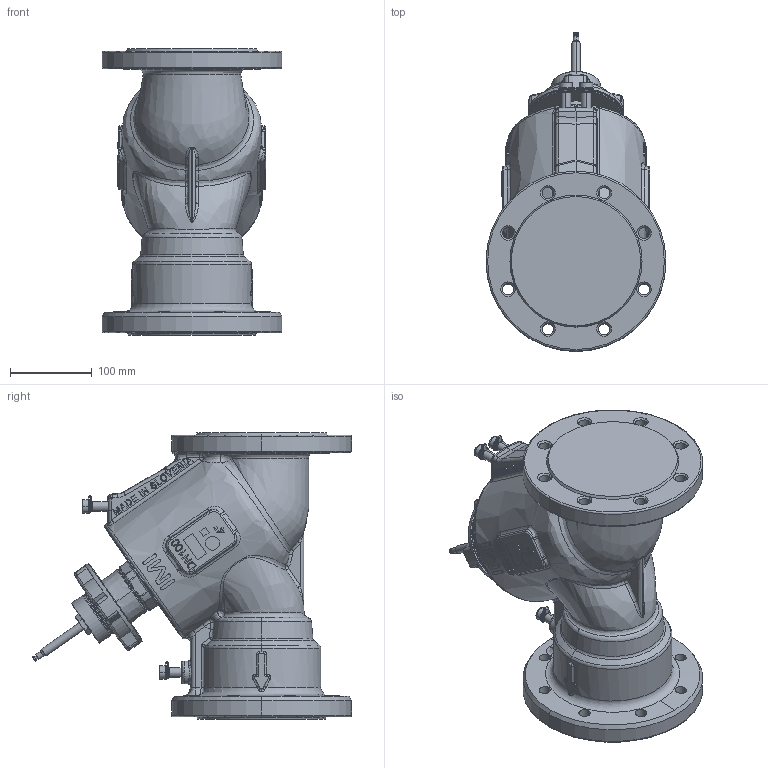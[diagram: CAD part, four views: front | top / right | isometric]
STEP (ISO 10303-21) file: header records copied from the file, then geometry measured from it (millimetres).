
FILE_DESCRIPTION (( 'STEP AP203' ), '1' );
FILE_NAME ('TA-MODULATOR DN100.step', '2020-01-09T12:35:10', ( '' ), ( '' ), 'SwSTEP 2.0', 'SolidWorks 2019', '' );
FILE_SCHEMA (( 'CONFIG_CONTROL_DESIGN' ));
Products named in the file (1): TA-MODULATOR DN100
Bounding box: 220 x 390.03 x 350 mm (x, y, z)
Volume: 8618254.3 mm3; surface area: 506745 mm2
Topology: 12 solids, 17 shells, 2005 faces, 5014 edges, 3105 vertices
Faces by surface type: plane 672, cylinder 449, bspline 418, cone 293, torus 153, sphere 20
Entity records: 120468 total; most frequent: CARTESIAN_POINT 75437, ORIENTED_EDGE 9926, DIRECTION 8605, EDGE_CURVE 4963, AXIS2_PLACEMENT_3D 3252, VERTEX_POINT 3105, EDGE_LOOP 2174, LINE 2101
